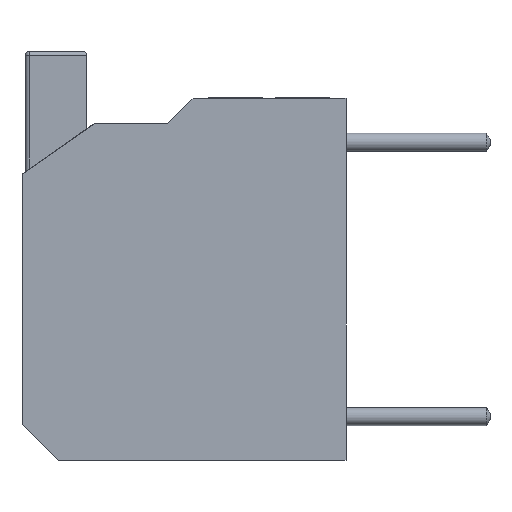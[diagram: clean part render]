
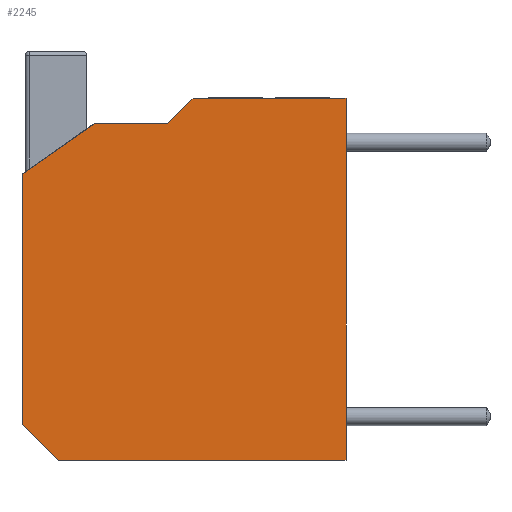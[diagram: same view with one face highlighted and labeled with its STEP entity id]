
A CAD part, left-side view. The second image highlights one B-rep face of the part: STEP entity #2245.
In plain terms, the highlighted planar face has unit normal (-1, 0, 0).
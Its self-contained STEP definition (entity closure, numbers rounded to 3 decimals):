
#117 = CARTESIAN_POINT ( 'NONE',  ( 0., 9., 0. ) ) ;
#294 = VERTEX_POINT ( 'NONE', #3144 ) ;
#478 = EDGE_CURVE ( 'NONE', #2715, #4475, #3631, .T. ) ;
#577 = VECTOR ( 'NONE', #3236, 1000. ) ;
#624 = DIRECTION ( 'NONE',  ( 0., 0., -1. ) ) ;
#928 = EDGE_CURVE ( 'NONE', #1516, #2715, #3639, .T. ) ;
#977 = DIRECTION ( 'NONE',  ( 0., 0.707, -0.707 ) ) ;
#991 = VECTOR ( 'NONE', #2957, 1000. ) ;
#1029 = ORIENTED_EDGE ( 'NONE', *, *, #2932, .T. ) ;
#1051 = DIRECTION ( 'NONE',  ( 0., -1., 0. ) ) ;
#1133 = CARTESIAN_POINT ( 'NONE',  ( 0., 7., 9.35 ) ) ;
#1149 = CARTESIAN_POINT ( 'NONE',  ( 0., 4.25, 10.05 ) ) ;
#1239 = DIRECTION ( 'NONE',  ( 0., -1., 0. ) ) ;
#1275 = ORIENTED_EDGE ( 'NONE', *, *, #2426, .F. ) ;
#1499 = VERTEX_POINT ( 'NONE', #3242 ) ;
#1516 = VERTEX_POINT ( 'NONE', #4339 ) ;
#1577 = EDGE_LOOP ( 'NONE', ( #3136, #3553, #1275, #4150, #2342, #2838, #3391, #1029 ) ) ;
#1655 = VERTEX_POINT ( 'NONE', #3053 ) ;
#1738 = LINE ( 'NONE', #2093, #3804 ) ;
#1831 = LINE ( 'NONE', #2489, #3957 ) ;
#2070 = VECTOR ( 'NONE', #977, 1000. ) ;
#2093 = CARTESIAN_POINT ( 'NONE',  ( 0., 9., 1. ) ) ;
#2229 = LINE ( 'NONE', #3113, #3969 ) ;
#2245 = ADVANCED_FACE ( 'NONE', ( #2908 ), #3652, .F. ) ;
#2342 = ORIENTED_EDGE ( 'NONE', *, *, #4016, .T. ) ;
#2373 = VECTOR ( 'NONE', #4240, 1000. ) ;
#2426 = EDGE_CURVE ( 'NONE', #1655, #4475, #3054, .T. ) ;
#2440 = DIRECTION ( 'NONE',  ( 0., 0., 1. ) ) ;
#2456 = CARTESIAN_POINT ( 'NONE',  ( 0., 0., 10.05 ) ) ;
#2489 = CARTESIAN_POINT ( 'NONE',  ( 0., 0., 0. ) ) ;
#2499 = DIRECTION ( 'NONE',  ( 0., -0.707, -0.707 ) ) ;
#2682 = VERTEX_POINT ( 'NONE', #1149 ) ;
#2715 = VERTEX_POINT ( 'NONE', #1133 ) ;
#2838 = ORIENTED_EDGE ( 'NONE', *, *, #4270, .T. ) ;
#2908 = FACE_OUTER_BOUND ( 'NONE', #1577, .T. ) ;
#2932 = EDGE_CURVE ( 'NONE', #2682, #1516, #3923, .T. ) ;
#2957 = DIRECTION ( 'NONE',  ( 0., 0.819, -0.574 ) ) ;
#3039 = CARTESIAN_POINT ( 'NONE',  ( 0., 5., 9.3 ) ) ;
#3053 = CARTESIAN_POINT ( 'NONE',  ( 0., 9., 1. ) ) ;
#3054 = LINE ( 'NONE', #117, #2373 ) ;
#3113 = CARTESIAN_POINT ( 'NONE',  ( 0., 9., 0. ) ) ;
#3136 = ORIENTED_EDGE ( 'NONE', *, *, #928, .T. ) ;
#3144 = CARTESIAN_POINT ( 'NONE',  ( 0., 0., 0. ) ) ;
#3193 = LINE ( 'NONE', #3677, #3981 ) ;
#3229 = EDGE_CURVE ( 'NONE', #2682, #4245, #3193, .T. ) ;
#3236 = DIRECTION ( 'NONE',  ( 0., 1., 0. ) ) ;
#3242 = CARTESIAN_POINT ( 'NONE',  ( 0., 8., 0. ) ) ;
#3346 = CARTESIAN_POINT ( 'NONE',  ( 0., 9., 7.95 ) ) ;
#3391 = ORIENTED_EDGE ( 'NONE', *, *, #3229, .F. ) ;
#3435 = AXIS2_PLACEMENT_3D ( 'NONE', #3721, #3736, #624 ) ;
#3553 = ORIENTED_EDGE ( 'NONE', *, *, #478, .T. ) ;
#3631 = LINE ( 'NONE', #3683, #991 ) ;
#3635 = EDGE_CURVE ( 'NONE', #1655, #1499, #1738, .T. ) ;
#3639 = LINE ( 'NONE', #4308, #577 ) ;
#3652 = PLANE ( 'NONE',  #3435 ) ;
#3677 = CARTESIAN_POINT ( 'NONE',  ( 0., 9., 10.05 ) ) ;
#3683 = CARTESIAN_POINT ( 'NONE',  ( 0., 9., 7.95 ) ) ;
#3721 = CARTESIAN_POINT ( 'NONE',  ( 0., 9., 0. ) ) ;
#3736 = DIRECTION ( 'NONE',  ( 1., 0., 0. ) ) ;
#3804 = VECTOR ( 'NONE', #2499, 1000. ) ;
#3923 = LINE ( 'NONE', #3039, #2070 ) ;
#3957 = VECTOR ( 'NONE', #2440, 1000. ) ;
#3969 = VECTOR ( 'NONE', #1051, 1000. ) ;
#3981 = VECTOR ( 'NONE', #1239, 1000. ) ;
#4016 = EDGE_CURVE ( 'NONE', #1499, #294, #2229, .T. ) ;
#4150 = ORIENTED_EDGE ( 'NONE', *, *, #3635, .T. ) ;
#4240 = DIRECTION ( 'NONE',  ( 0., 0., 1. ) ) ;
#4245 = VERTEX_POINT ( 'NONE', #2456 ) ;
#4270 = EDGE_CURVE ( 'NONE', #294, #4245, #1831, .T. ) ;
#4308 = CARTESIAN_POINT ( 'NONE',  ( 0., 5., 9.35 ) ) ;
#4339 = CARTESIAN_POINT ( 'NONE',  ( 0., 4.95, 9.35 ) ) ;
#4475 = VERTEX_POINT ( 'NONE', #3346 ) ;
